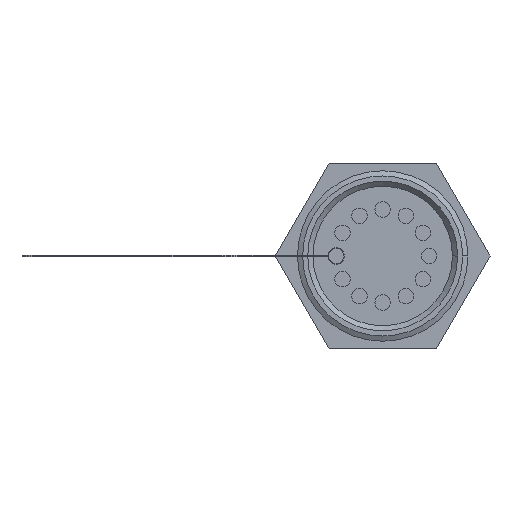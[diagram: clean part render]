
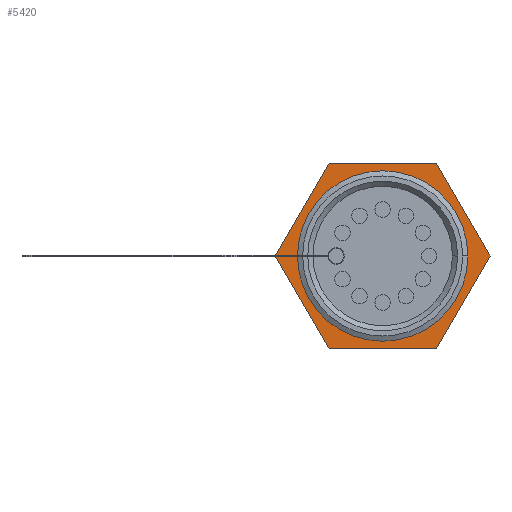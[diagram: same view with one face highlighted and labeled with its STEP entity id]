
A CAD part, front view. The second image highlights one B-rep face of the part: STEP entity #5420.
In plain terms, the highlighted planar face has unit normal (0, -1, 0).
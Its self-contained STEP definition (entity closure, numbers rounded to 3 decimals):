
#354 = AXIS2_PLACEMENT_3D ( 'NONE', #480, #4798, #1139 ) ;
#395 = AXIS2_PLACEMENT_3D ( 'NONE', #4015, #6960, #3453 ) ;
#404 = EDGE_CURVE ( 'NONE', #2459, #5133, #2366, .T. ) ;
#480 = CARTESIAN_POINT ( 'NONE',  ( 0., -7., 0. ) ) ;
#619 = VERTEX_POINT ( 'NONE', #7144 ) ;
#711 = ORIENTED_EDGE ( 'NONE', *, *, #2456, .T. ) ;
#894 = DIRECTION ( 'NONE',  ( 1., 0., 0. ) ) ;
#903 = CARTESIAN_POINT ( 'NONE',  ( -16.5, -7., 0. ) ) ;
#1082 = VECTOR ( 'NONE', #7678, 1000. ) ;
#1139 = DIRECTION ( 'NONE',  ( -1., 0., 0. ) ) ;
#1168 = EDGE_CURVE ( 'NONE', #6754, #2459, #6355, .T. ) ;
#1299 = CARTESIAN_POINT ( 'NONE',  ( -10.392, -7., 18. ) ) ;
#1318 = ORIENTED_EDGE ( 'NONE', *, *, #6177, .T. ) ;
#1323 = CARTESIAN_POINT ( 'NONE',  ( 16.5, -7., 0. ) ) ;
#1338 = DIRECTION ( 'NONE',  ( 0.5, 0., -0.866 ) ) ;
#1533 = ORIENTED_EDGE ( 'NONE', *, *, #1711, .T. ) ;
#1561 = PLANE ( 'NONE',  #395 ) ;
#1711 = EDGE_CURVE ( 'NONE', #5133, #619, #5989, .T. ) ;
#1920 = DIRECTION ( 'NONE',  ( -0.5, 0., 0.866 ) ) ;
#2000 = VERTEX_POINT ( 'NONE', #1323 ) ;
#2038 = AXIS2_PLACEMENT_3D ( 'NONE', #2073, #6245, #2706 ) ;
#2073 = CARTESIAN_POINT ( 'NONE',  ( 0., -7., 0. ) ) ;
#2366 = LINE ( 'NONE', #2813, #3326 ) ;
#2456 = EDGE_CURVE ( 'NONE', #4581, #6754, #5634, .T. ) ;
#2459 = VERTEX_POINT ( 'NONE', #3582 ) ;
#2463 = FACE_OUTER_BOUND ( 'NONE', #6509, .T. ) ;
#2649 = CARTESIAN_POINT ( 'NONE',  ( 20.785, -7., 0. ) ) ;
#2670 = EDGE_LOOP ( 'NONE', ( #3830, #4513 ) ) ;
#2706 = DIRECTION ( 'NONE',  ( -1., 0., 0. ) ) ;
#2759 = ORIENTED_EDGE ( 'NONE', *, *, #404, .T. ) ;
#2813 = CARTESIAN_POINT ( 'NONE',  ( -10.392, -7., 18. ) ) ;
#2833 = CARTESIAN_POINT ( 'NONE',  ( 10.392, -7., -18. ) ) ;
#2972 = FACE_BOUND ( 'NONE', #2670, .T. ) ;
#3126 = LINE ( 'NONE', #2833, #5582 ) ;
#3326 = VECTOR ( 'NONE', #5568, 1000. ) ;
#3453 = DIRECTION ( 'NONE',  ( -1., 0., 0. ) ) ;
#3582 = CARTESIAN_POINT ( 'NONE',  ( 10.392, -7., 18. ) ) ;
#3787 = CARTESIAN_POINT ( 'NONE',  ( -10.392, -7., -18. ) ) ;
#3830 = ORIENTED_EDGE ( 'NONE', *, *, #7084, .T. ) ;
#4015 = CARTESIAN_POINT ( 'NONE',  ( -37.5, -7., 0. ) ) ;
#4354 = CARTESIAN_POINT ( 'NONE',  ( 10.392, -7., 18. ) ) ;
#4513 = ORIENTED_EDGE ( 'NONE', *, *, #6832, .T. ) ;
#4529 = LINE ( 'NONE', #3787, #7575 ) ;
#4581 = VERTEX_POINT ( 'NONE', #6247 ) ;
#4713 = CARTESIAN_POINT ( 'NONE',  ( 20.785, -7., 0. ) ) ;
#4798 = DIRECTION ( 'NONE',  ( 0., 1., 0. ) ) ;
#5133 = VERTEX_POINT ( 'NONE', #1299 ) ;
#5136 = EDGE_CURVE ( 'NONE', #619, #6530, #4529, .T. ) ;
#5293 = CARTESIAN_POINT ( 'NONE',  ( -20.785, -7., 0. ) ) ;
#5398 = VERTEX_POINT ( 'NONE', #903 ) ;
#5402 = VECTOR ( 'NONE', #1920, 1000. ) ;
#5420 = ADVANCED_FACE ( 'NONE', ( #2463, #2972 ), #1561, .F. ) ;
#5568 = DIRECTION ( 'NONE',  ( -1., 0., 0. ) ) ;
#5582 = VECTOR ( 'NONE', #894, 1000. ) ;
#5634 = LINE ( 'NONE', #4713, #1082 ) ;
#5642 = CIRCLE ( 'NONE', #354, 16.5 ) ;
#5989 = LINE ( 'NONE', #5293, #7501 ) ;
#5993 = ORIENTED_EDGE ( 'NONE', *, *, #5136, .T. ) ;
#6177 = EDGE_CURVE ( 'NONE', #6530, #4581, #3126, .T. ) ;
#6245 = DIRECTION ( 'NONE',  ( 0., 1., 0. ) ) ;
#6247 = CARTESIAN_POINT ( 'NONE',  ( 10.392, -7., -18. ) ) ;
#6355 = LINE ( 'NONE', #4354, #5402 ) ;
#6509 = EDGE_LOOP ( 'NONE', ( #6577, #2759, #1533, #5993, #1318, #711 ) ) ;
#6530 = VERTEX_POINT ( 'NONE', #7236 ) ;
#6577 = ORIENTED_EDGE ( 'NONE', *, *, #1168, .T. ) ;
#6754 = VERTEX_POINT ( 'NONE', #2649 ) ;
#6832 = EDGE_CURVE ( 'NONE', #2000, #5398, #6930, .T. ) ;
#6930 = CIRCLE ( 'NONE', #2038, 16.5 ) ;
#6960 = DIRECTION ( 'NONE',  ( 0., 1., 0. ) ) ;
#7084 = EDGE_CURVE ( 'NONE', #5398, #2000, #5642, .T. ) ;
#7106 = DIRECTION ( 'NONE',  ( -0.5, 0., -0.866 ) ) ;
#7144 = CARTESIAN_POINT ( 'NONE',  ( -20.785, -7., 0. ) ) ;
#7236 = CARTESIAN_POINT ( 'NONE',  ( -10.392, -7., -18. ) ) ;
#7501 = VECTOR ( 'NONE', #7106, 1000. ) ;
#7575 = VECTOR ( 'NONE', #1338, 1000. ) ;
#7678 = DIRECTION ( 'NONE',  ( 0.5, 0., 0.866 ) ) ;
